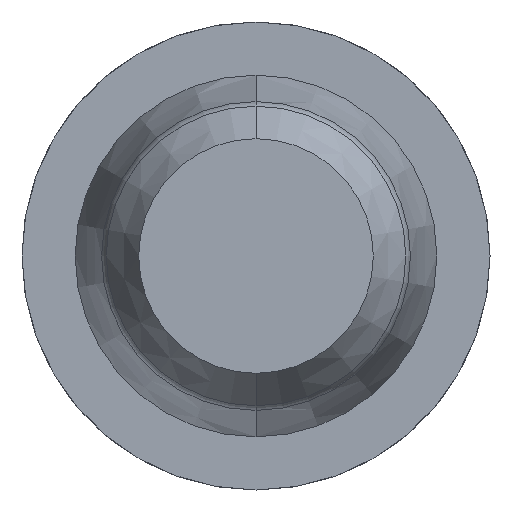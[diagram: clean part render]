
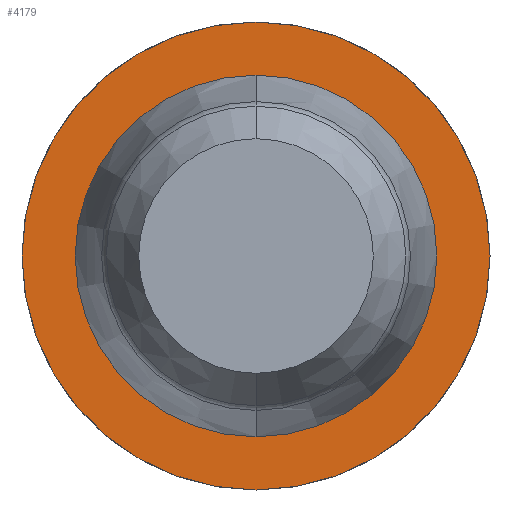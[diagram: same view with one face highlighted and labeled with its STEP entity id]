
A CAD part, front view. The second image highlights one B-rep face of the part: STEP entity #4179.
In plain terms, the highlighted planar face has unit normal (0, -1, 0).
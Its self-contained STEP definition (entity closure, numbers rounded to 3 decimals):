
#201 = DIRECTION ( 'NONE',  ( 0., 0., 1. ) ) ;
#245 = DIRECTION ( 'NONE',  ( 0., 1., 0. ) ) ;
#344 = DIRECTION ( 'NONE',  ( 0., 1., 0. ) ) ;
#477 = DIRECTION ( 'NONE',  ( 0., 1., 0. ) ) ;
#487 = DIRECTION ( 'NONE',  ( 0., 0., 1. ) ) ;
#504 = DIRECTION ( 'NONE',  ( 0., 1., 0. ) ) ;
#522 = EDGE_CURVE ( 'Defeature ausgef�hrt3_4+Defeature ausgef�hrt3_5+Defeature ausgef�hrt3_5+Defeature ausgef�hrt3_5', #1982, #2815, #3060, .T. ) ;
#704 = EDGE_CURVE ( 'Defeature ausgef�hrt3_5+Defeature ausgef�hrt3_6+Defeature ausgef�hrt3_6+Defeature ausgef�hrt3_6', #771, #3302, #2375, .T. ) ;
#755 = AXIS2_PLACEMENT_3D ( 'NONE', #3615, #477, #1556 ) ;
#771 = VERTEX_POINT ( 'NONE', #1965 ) ;
#1439 = FACE_BOUND ( 'NONE', #3028, .T. ) ;
#1556 = DIRECTION ( 'NONE',  ( 0., 0., 1. ) ) ;
#1575 = AXIS2_PLACEMENT_3D ( 'NONE', #3353, #2249, #201 ) ;
#1660 = EDGE_LOOP ( 'NONE', ( #4238, #3337 ) ) ;
#1747 = CIRCLE ( 'NONE', #3735, 0.966 ) ;
#1788 = CARTESIAN_POINT ( 'NONE',  ( 0., -9., 0. ) ) ;
#1854 = CARTESIAN_POINT ( 'NONE',  ( 0., -9., 0. ) ) ;
#1948 = DIRECTION ( 'NONE',  ( 0., 0., 1. ) ) ;
#1965 = CARTESIAN_POINT ( 'NONE',  ( 0., -9., 0.966 ) ) ;
#1976 = CARTESIAN_POINT ( 'NONE',  ( 0., -9., 0. ) ) ;
#1982 = VERTEX_POINT ( 'NONE', #4125 ) ;
#2001 = EDGE_CURVE ( 'Defeature ausgef�hrt3_5+Defeature ausgef�hrt3_6+Defeature ausgef�hrt3_6+Defeature ausgef�hrt3_6', #3302, #771, #1747, .T. ) ;
#2249 = DIRECTION ( 'NONE',  ( 0., 1., 0. ) ) ;
#2375 = CIRCLE ( 'NONE', #1575, 0.966 ) ;
#2493 = ORIENTED_EDGE ( 'NONE', *, *, #704, .T. ) ;
#2730 = FACE_OUTER_BOUND ( 'NONE', #1660, .T. ) ;
#2815 = VERTEX_POINT ( 'NONE', #2947 ) ;
#2947 = CARTESIAN_POINT ( 'NONE',  ( 0., -9., -1.25 ) ) ;
#2985 = EDGE_CURVE ( 'Defeature ausgef�hrt3_4+Defeature ausgef�hrt3_5+Defeature ausgef�hrt3_5+Defeature ausgef�hrt3_5', #2815, #1982, #3103, .T. ) ;
#3003 = AXIS2_PLACEMENT_3D ( 'NONE', #1854, #504, #487 ) ;
#3028 = EDGE_LOOP ( 'NONE', ( #2493, #4310 ) ) ;
#3060 = CIRCLE ( 'NONE', #3943, 1.25 ) ;
#3103 = CIRCLE ( 'NONE', #3003, 1.25 ) ;
#3302 = VERTEX_POINT ( 'NONE', #4127 ) ;
#3337 = ORIENTED_EDGE ( 'NONE', *, *, #2985, .F. ) ;
#3353 = CARTESIAN_POINT ( 'NONE',  ( 0., -9., 0. ) ) ;
#3615 = CARTESIAN_POINT ( 'NONE',  ( 1.25, -9., 0. ) ) ;
#3735 = AXIS2_PLACEMENT_3D ( 'NONE', #1976, #245, #1948 ) ;
#3943 = AXIS2_PLACEMENT_3D ( 'NONE', #1788, #344, #4283 ) ;
#4004 = PLANE ( 'NONE',  #755 ) ;
#4125 = CARTESIAN_POINT ( 'NONE',  ( 0., -9., 1.25 ) ) ;
#4127 = CARTESIAN_POINT ( 'NONE',  ( 0., -9., -0.966 ) ) ;
#4179 = ADVANCED_FACE ( 'Defeature ausgef�hrt3_5', ( #2730, #1439 ), #4004, .F. ) ;
#4238 = ORIENTED_EDGE ( 'NONE', *, *, #522, .F. ) ;
#4283 = DIRECTION ( 'NONE',  ( 0., 0., 1. ) ) ;
#4310 = ORIENTED_EDGE ( 'NONE', *, *, #2001, .T. ) ;
